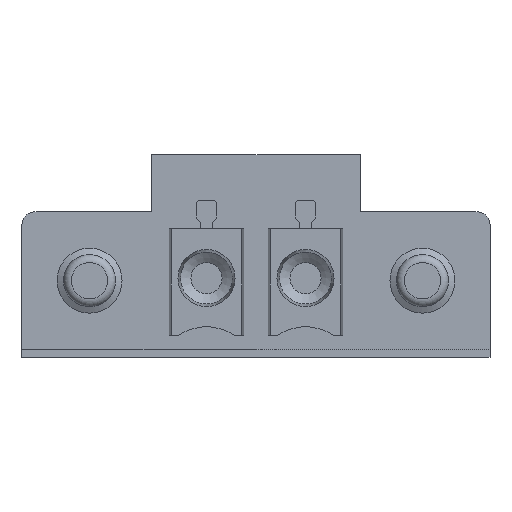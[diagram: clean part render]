
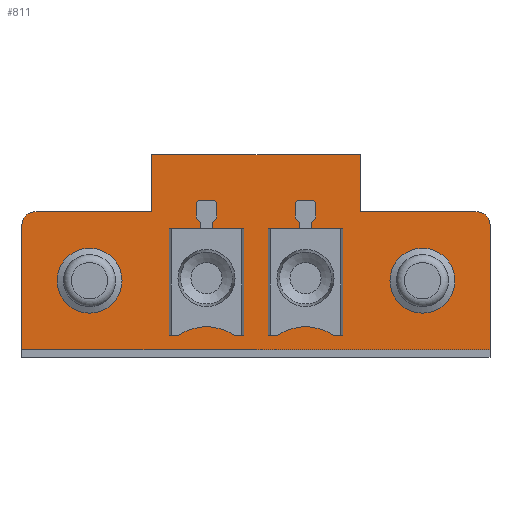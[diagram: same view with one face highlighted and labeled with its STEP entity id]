
A CAD part, front view. The second image highlights one B-rep face of the part: STEP entity #811.
In plain terms, the highlighted planar face has unit normal (0, -1, 0).
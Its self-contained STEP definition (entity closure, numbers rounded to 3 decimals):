
#160=FACE_BOUND('',#2612,.T.);
#161=FACE_BOUND('',#2613,.T.);
#162=FACE_BOUND('',#2614,.T.);
#163=FACE_BOUND('',#2615,.T.);
#164=FACE_BOUND('',#2616,.T.);
#811=ADVANCED_FACE('',(#160,#161,#162,#163,#164),#1383,.T.);
#1383=PLANE('',#12964);
#2612=EDGE_LOOP('',(#5967,#5968,#5969,#5970,#5971,#5972,#5973,#5974,#5975,
#5976));
#2613=EDGE_LOOP('',(#5977));
#2614=EDGE_LOOP('',(#5978,#5979,#5980,#5981,#5982,#5983));
#2615=EDGE_LOOP('',(#5984,#5985,#5986,#5987,#5988,#5989));
#2616=EDGE_LOOP('',(#5990));
#2778=CIRCLE('',#12918,0.5);
#2781=CIRCLE('',#12925,1.925);
#2782=CIRCLE('',#12931,1.25);
#2793=CIRCLE('',#12961,0.5);
#2794=CIRCLE('',#12962,1.925);
#2795=CIRCLE('',#12963,1.25);
#5967=ORIENTED_EDGE('',*,*,#9071,.F.);
#5968=ORIENTED_EDGE('',*,*,#9072,.T.);
#5969=ORIENTED_EDGE('',*,*,#9073,.F.);
#5970=ORIENTED_EDGE('',*,*,#9074,.T.);
#5971=ORIENTED_EDGE('',*,*,#9075,.F.);
#5972=ORIENTED_EDGE('',*,*,#9076,.T.);
#5973=ORIENTED_EDGE('',*,*,#8991,.F.);
#5974=ORIENTED_EDGE('',*,*,#8990,.T.);
#5975=ORIENTED_EDGE('',*,*,#8987,.T.);
#5976=ORIENTED_EDGE('',*,*,#8983,.T.);
#5977=ORIENTED_EDGE('',*,*,#9010,.F.);
#5978=ORIENTED_EDGE('',*,*,#9009,.T.);
#5979=ORIENTED_EDGE('',*,*,#9008,.F.);
#5980=ORIENTED_EDGE('',*,*,#9006,.F.);
#5981=ORIENTED_EDGE('',*,*,#9003,.T.);
#5982=ORIENTED_EDGE('',*,*,#9001,.T.);
#5983=ORIENTED_EDGE('',*,*,#8998,.T.);
#5984=ORIENTED_EDGE('',*,*,#9077,.T.);
#5985=ORIENTED_EDGE('',*,*,#9078,.T.);
#5986=ORIENTED_EDGE('',*,*,#9024,.T.);
#5987=ORIENTED_EDGE('',*,*,#9030,.F.);
#5988=ORIENTED_EDGE('',*,*,#9079,.F.);
#5989=ORIENTED_EDGE('',*,*,#9080,.T.);
#5990=ORIENTED_EDGE('',*,*,#9081,.F.);
#7325=VERTEX_POINT('',#19407);
#7326=VERTEX_POINT('',#19409);
#7328=VERTEX_POINT('',#19416);
#7329=VERTEX_POINT('',#19420);
#7330=VERTEX_POINT('',#19424);
#7335=VERTEX_POINT('',#19437);
#7336=VERTEX_POINT('',#19438);
#7337=VERTEX_POINT('',#19443);
#7338=VERTEX_POINT('',#19447);
#7339=VERTEX_POINT('',#19451);
#7340=VERTEX_POINT('',#19455);
#7341=VERTEX_POINT('',#19461);
#7350=VERTEX_POINT('',#19502);
#7351=VERTEX_POINT('',#19503);
#7355=VERTEX_POINT('',#19513);
#7386=VERTEX_POINT('',#19610);
#7387=VERTEX_POINT('',#19612);
#7388=VERTEX_POINT('',#19614);
#7389=VERTEX_POINT('',#19616);
#7390=VERTEX_POINT('',#19618);
#7391=VERTEX_POINT('',#19621);
#7392=VERTEX_POINT('',#19622);
#7393=VERTEX_POINT('',#19625);
#7394=VERTEX_POINT('',#19628);
#8983=EDGE_CURVE('',#7326,#7325,#10601,.T.);
#8987=EDGE_CURVE('',#7328,#7326,#2778,.T.);
#8990=EDGE_CURVE('',#7329,#7328,#10607,.T.);
#8991=EDGE_CURVE('',#7329,#7330,#10608,.T.);
#8998=EDGE_CURVE('',#7335,#7336,#10613,.T.);
#9001=EDGE_CURVE('',#7337,#7335,#2781,.T.);
#9003=EDGE_CURVE('',#7338,#7337,#10617,.T.);
#9006=EDGE_CURVE('',#7338,#7339,#10620,.T.);
#9008=EDGE_CURVE('',#7339,#7340,#10622,.T.);
#9009=EDGE_CURVE('',#7336,#7340,#10623,.T.);
#9010=EDGE_CURVE('',#7341,#7341,#2782,.T.);
#9024=EDGE_CURVE('',#7350,#7351,#10632,.T.);
#9030=EDGE_CURVE('',#7355,#7351,#10638,.T.);
#9071=EDGE_CURVE('',#7386,#7325,#10666,.T.);
#9072=EDGE_CURVE('',#7386,#7387,#10667,.T.);
#9073=EDGE_CURVE('',#7388,#7387,#2793,.T.);
#9074=EDGE_CURVE('',#7388,#7389,#10668,.T.);
#9075=EDGE_CURVE('',#7390,#7389,#10669,.T.);
#9076=EDGE_CURVE('',#7390,#7330,#10670,.T.);
#9077=EDGE_CURVE('',#7391,#7392,#10671,.T.);
#9078=EDGE_CURVE('',#7392,#7350,#2794,.T.);
#9079=EDGE_CURVE('',#7393,#7355,#10672,.T.);
#9080=EDGE_CURVE('',#7393,#7391,#10673,.T.);
#9081=EDGE_CURVE('',#7394,#7394,#2795,.T.);
#10601=LINE('',#19408,#12156);
#10607=LINE('',#19421,#12162);
#10608=LINE('',#19423,#12163);
#10613=LINE('',#19436,#12168);
#10617=LINE('',#19446,#12172);
#10620=LINE('',#19452,#12175);
#10622=LINE('',#19456,#12177);
#10623=LINE('',#19458,#12178);
#10632=LINE('',#19501,#12187);
#10638=LINE('',#19514,#12193);
#10666=LINE('',#19609,#12221);
#10667=LINE('',#19611,#12222);
#10668=LINE('',#19615,#12223);
#10669=LINE('',#19617,#12224);
#10670=LINE('',#19619,#12225);
#10671=LINE('',#19620,#12226);
#10672=LINE('',#19624,#12227);
#10673=LINE('',#19626,#12228);
#12156=VECTOR('',#15675,1.);
#12162=VECTOR('',#15687,1.);
#12163=VECTOR('',#15690,1.);
#12168=VECTOR('',#15701,1.);
#12172=VECTOR('',#15711,1.);
#12175=VECTOR('',#15716,1.);
#12177=VECTOR('',#15720,1.);
#12178=VECTOR('',#15723,1.);
#12187=VECTOR('',#15750,1.);
#12193=VECTOR('',#15758,1.);
#12221=VECTOR('',#15828,1.);
#12222=VECTOR('',#15829,1.);
#12223=VECTOR('',#15832,1.);
#12224=VECTOR('',#15833,1.);
#12225=VECTOR('',#15834,1.);
#12226=VECTOR('',#15835,1.);
#12227=VECTOR('',#15838,1.);
#12228=VECTOR('',#15839,1.);
#12918=AXIS2_PLACEMENT_3D('',#19415,#15681,#15682);
#12925=AXIS2_PLACEMENT_3D('',#19442,#15706,#15707);
#12931=AXIS2_PLACEMENT_3D('',#19460,#15726,#15727);
#12961=AXIS2_PLACEMENT_3D('',#19613,#15830,#15831);
#12962=AXIS2_PLACEMENT_3D('',#19623,#15836,#15837);
#12963=AXIS2_PLACEMENT_3D('',#19627,#15840,#15841);
#12964=AXIS2_PLACEMENT_3D('',#19629,#15842,#15843);
#15675=DIRECTION('',(0.,0.,-1.));
#15681=DIRECTION('',(0.,-1.,0.));
#15682=DIRECTION('',(0.,0.,-1.));
#15687=DIRECTION('',(-1.,0.,0.));
#15690=DIRECTION('',(0.,0.,1.));
#15701=DIRECTION('',(-1.,0.,0.));
#15706=DIRECTION('',(0.,-1.,0.));
#15707=DIRECTION('',(0.,0.,-1.));
#15711=DIRECTION('',(-1.,0.,0.));
#15716=DIRECTION('',(0.,0.,1.));
#15720=DIRECTION('',(-1.,0.,0.));
#15723=DIRECTION('',(0.,0.,1.));
#15726=DIRECTION('',(0.,-1.,0.));
#15727=DIRECTION('',(0.,0.,-1.));
#15750=DIRECTION('',(-1.,0.,0.));
#15758=DIRECTION('',(0.,0.,-1.));
#15828=DIRECTION('',(-1.,0.,0.));
#15829=DIRECTION('',(0.,0.,1.));
#15830=DIRECTION('',(0.,1.,0.));
#15831=DIRECTION('',(0.,0.,1.));
#15832=DIRECTION('',(-1.,0.,0.));
#15833=DIRECTION('',(0.,0.,-1.));
#15834=DIRECTION('',(-1.,0.,0.));
#15835=DIRECTION('',(-1.,0.,0.));
#15836=DIRECTION('',(0.,-1.,0.));
#15837=DIRECTION('',(0.,0.,-1.));
#15838=DIRECTION('',(-1.,0.,0.));
#15839=DIRECTION('',(0.,0.,-1.));
#15840=DIRECTION('',(0.,-1.,0.));
#15841=DIRECTION('',(0.,0.,-1.));
#15842=DIRECTION('',(0.,-1.,0.));
#15843=DIRECTION('',(0.,0.,-1.));
#19407=CARTESIAN_POINT('',(0.,0.,-7.5));
#19408=CARTESIAN_POINT('',(0.,0.,0.));
#19409=CARTESIAN_POINT('',(0.,0.,-2.7));
#19415=CARTESIAN_POINT('',(0.5,0.,-2.7));
#19416=CARTESIAN_POINT('',(0.5,0.,-2.2));
#19420=CARTESIAN_POINT('',(5.,0.,-2.2));
#19421=CARTESIAN_POINT('',(10.6,0.,-2.2));
#19423=CARTESIAN_POINT('',(5.,0.,-7.5));
#19424=CARTESIAN_POINT('',(5.,0.,0.));
#19436=CARTESIAN_POINT('',(-11.185,0.,-6.95));
#19437=CARTESIAN_POINT('',(6.03,0.,-6.95));
#19438=CARTESIAN_POINT('',(5.675,0.,-6.95));
#19442=CARTESIAN_POINT('',(7.1,0.,-8.55));
#19443=CARTESIAN_POINT('',(8.17,0.,-6.95));
#19446=CARTESIAN_POINT('',(-11.185,0.,-6.95));
#19447=CARTESIAN_POINT('',(8.525,0.,-6.95));
#19451=CARTESIAN_POINT('',(8.525,0.,-2.85));
#19452=CARTESIAN_POINT('',(8.525,0.,-4.9));
#19455=CARTESIAN_POINT('',(5.675,0.,-2.85));
#19456=CARTESIAN_POINT('',(9.175,0.,-2.85));
#19458=CARTESIAN_POINT('',(5.675,0.,-4.9));
#19460=CARTESIAN_POINT('',(2.6,0.,-4.85));
#19461=CARTESIAN_POINT('',(2.6,0.,-6.1));
#19501=CARTESIAN_POINT('',(-11.185,0.,-6.95));
#19502=CARTESIAN_POINT('',(9.84,0.,-6.95));
#19503=CARTESIAN_POINT('',(9.485,0.,-6.95));
#19513=CARTESIAN_POINT('',(9.485,0.,-2.85));
#19514=CARTESIAN_POINT('',(9.485,0.,-4.9));
#19609=CARTESIAN_POINT('',(35.449,0.,-7.5));
#19610=CARTESIAN_POINT('',(18.01,0.,-7.5));
#19611=CARTESIAN_POINT('',(18.01,0.,0.));
#19612=CARTESIAN_POINT('',(18.01,0.,-2.7));
#19613=CARTESIAN_POINT('',(17.51,0.,-2.7));
#19614=CARTESIAN_POINT('',(17.51,0.,-2.2));
#19615=CARTESIAN_POINT('',(-2.58,0.,-2.2));
#19616=CARTESIAN_POINT('',(13.01,0.,-2.2));
#19617=CARTESIAN_POINT('',(13.01,0.,-7.5));
#19618=CARTESIAN_POINT('',(13.01,0.,0.));
#19619=CARTESIAN_POINT('',(35.449,0.,0.));
#19620=CARTESIAN_POINT('',(-22.615,0.,-6.95));
#19621=CARTESIAN_POINT('',(12.335,0.,-6.95));
#19622=CARTESIAN_POINT('',(11.98,0.,-6.95));
#19623=CARTESIAN_POINT('',(10.91,0.,-8.55));
#19624=CARTESIAN_POINT('',(6.34,0.,-2.85));
#19625=CARTESIAN_POINT('',(12.335,0.,-2.85));
#19626=CARTESIAN_POINT('',(12.335,0.,-4.9));
#19627=CARTESIAN_POINT('',(15.41,0.,-4.85));
#19628=CARTESIAN_POINT('',(15.41,0.,-6.1));
#19629=CARTESIAN_POINT('',(-1.21,0.,-4.85));
